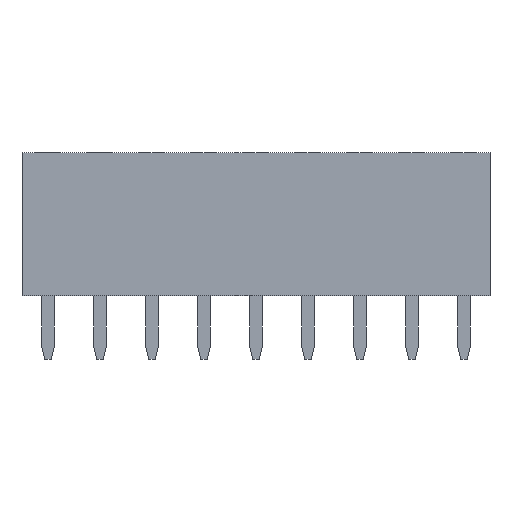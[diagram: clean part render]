
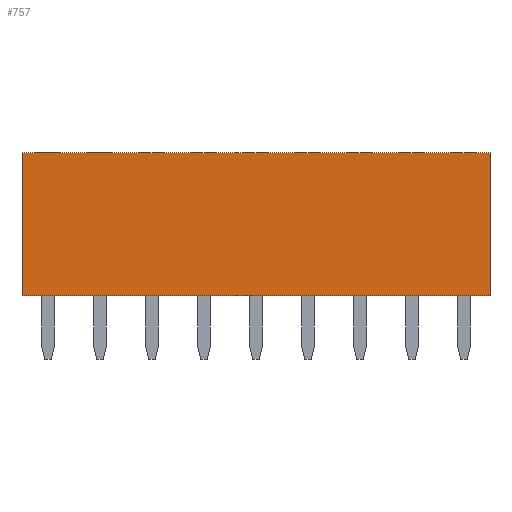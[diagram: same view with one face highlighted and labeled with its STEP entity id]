
A CAD part, left-side view. The second image highlights one B-rep face of the part: STEP entity #757.
In plain terms, the highlighted planar face has unit normal (-1, 0, 0).
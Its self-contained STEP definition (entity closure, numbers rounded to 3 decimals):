
#13=DIRECTION('',(0.,0.,1.));
#27=VECTOR('',#13,1.);
#51=VERTEX_POINT('',#52);
#52=CARTESIAN_POINT('',(-1.27,-21.59,0.));
#57=DIRECTION('',(1.,0.,0.));
#59=EDGE_CURVE('',#51,#60,#62,.T.);
#60=VERTEX_POINT('',#61);
#61=CARTESIAN_POINT('',(-1.27,-21.59,7.));
#62=LINE('',#52,#27);
#98=VERTEX_POINT('',#99);
#99=CARTESIAN_POINT('',(-1.27,1.27,7.));
#102=EDGE_CURVE('',#103,#98,#105,.T.);
#103=VERTEX_POINT('',#104);
#104=CARTESIAN_POINT('',(-1.27,1.27,0.));
#105=LINE('',#104,#27);
#125=DIRECTION('',(0.,-1.,0.));
#141=EDGE_CURVE('',#98,#60,#142,.T.);
#142=LINE('',#99,#143);
#143=VECTOR('',#125,1.);
#351=ORIENTED_EDGE('',*,*,#352,.F.);
#352=EDGE_CURVE('',#103,#51,#353,.T.);
#353=LINE('',#104,#143);
#757=ADVANCED_FACE('',(#758),#763,.F.);
#758=FACE_BOUND('',#759,.F.);
#759=EDGE_LOOP('',(#760,#761,#762,#351));
#760=ORIENTED_EDGE('',*,*,#102,.T.);
#761=ORIENTED_EDGE('',*,*,#141,.T.);
#762=ORIENTED_EDGE('',*,*,#59,.F.);
#763=PLANE('',#764);
#764=AXIS2_PLACEMENT_3D('',#104,#57,#125);
